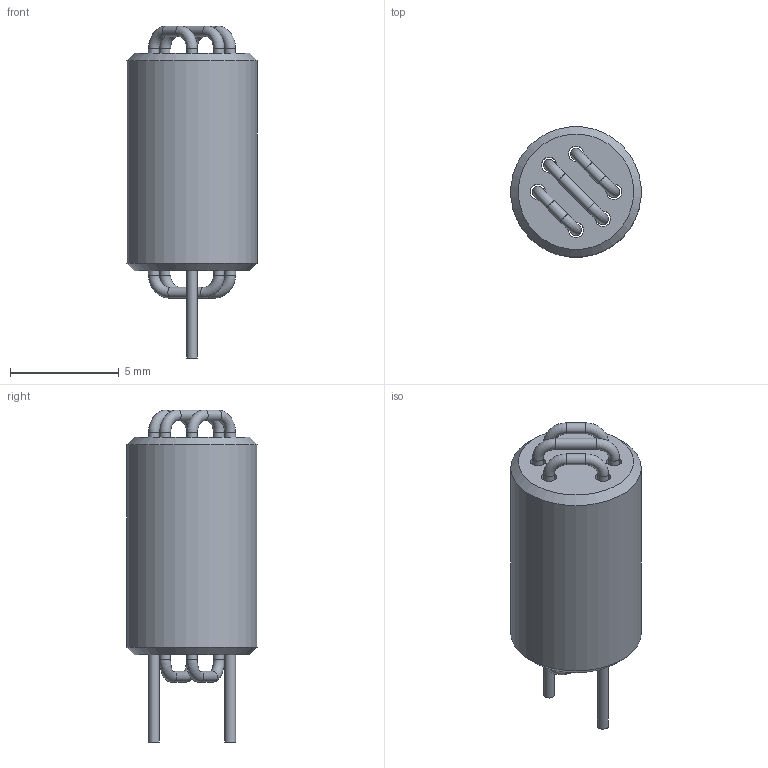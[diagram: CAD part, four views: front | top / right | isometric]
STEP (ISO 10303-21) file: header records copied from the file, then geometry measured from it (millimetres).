
FILE_DESCRIPTION(('FreeCAD Model'),'2;1');
FILE_NAME('Open CASCADE Shape Model','2023-05-20T11:51:50',( 'kicad StepUp'),('ksu MCAD'),'Open CASCADE STEP processor 7.6', 'FreeCAD','Unknown');
FILE_SCHEMA(('AUTOMOTIVE_DESIGN { 1 0 10303 214 1 1 1 1 }'));
Length unit declared in the file: millimetre
Products named in the file (1): FB_D6.0mm_H10.0mm
Bounding box: 5.98 x 5.98 x 15.25 mm (x, y, z)
Volume: 275 mm3; surface area: 505.3 mm2
Topology: 2 solids, 2 shells, 34 faces, 81 edges, 51 vertices
Faces by surface type: cylinder 18, torus 10, plane 4, cone 2
Full cylindrical faces by diameter (mm): 0.5 x11, 0.7 x6, 6 x1
Entity records: 1307 total; most frequent: DIRECTION 212, CARTESIAN_POINT 167, ORIENTED_EDGE 162, AXIS2_PLACEMENT_3D 96, EDGE_CURVE 81, CIRCLE 61, VERTEX_POINT 51, FACE_BOUND 46
